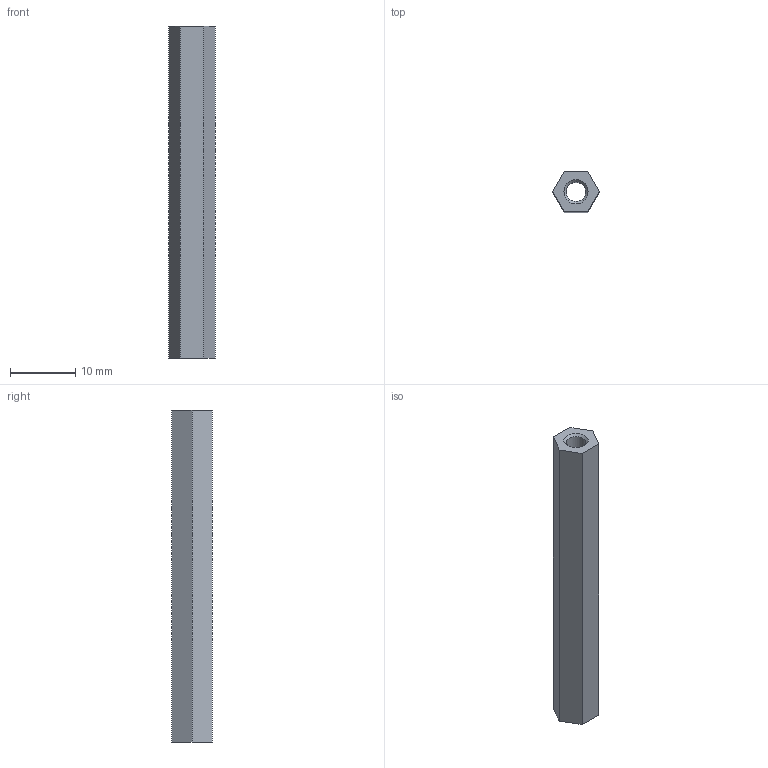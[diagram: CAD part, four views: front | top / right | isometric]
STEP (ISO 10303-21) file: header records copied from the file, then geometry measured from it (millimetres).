
FILE_DESCRIPTION(/* description */ (''),/* implementation_level */ '2;1');
FILE_NAME(/* name */ 'Tetrix_739103.ipt.stp',/* time_stamp */ '2014-12-18T17:46:53-08:00',/* author */ ('Autodesk Inc.'),/* organization */ ('Autodesk Inc.'),/* preprocessor_version */ 'ST-DEVELOPER v15.6',/* originating_system */ 'Autodesk Inventor 2015',/* authorisation */ '');
FILE_SCHEMA (('AUTOMOTIVE_DESIGN { 1 0 10303 214 3 1 1 }'));
Length unit declared in the file: millimetre
Products named in the file (1): Tetrix_739103
Bounding box: 7.16 x 6.2 x 50.8 mm (x, y, z)
Volume: 1330.8 mm3; surface area: 1618.7 mm2
Topology: 1 solids, 1 shells, 11 faces, 26 edges, 17 vertices
Faces by surface type: plane 8, cone 2, cylinder 1
Full cylindrical faces by diameter (mm): 3 x1
Entity records: 338 total; most frequent: DIRECTION 50, CARTESIAN_POINT 50, ORIENTED_EDGE 44, EDGE_CURVE 22, LINE 18, VECTOR 18, EDGE_LOOP 16, VERTEX_POINT 16
